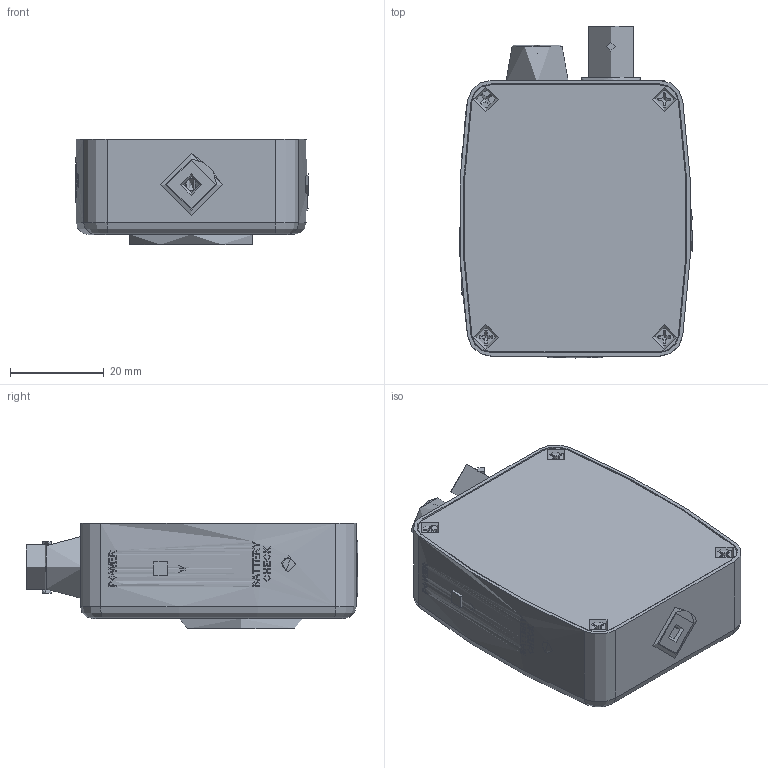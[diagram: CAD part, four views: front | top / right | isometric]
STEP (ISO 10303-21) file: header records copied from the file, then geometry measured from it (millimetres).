
FILE_DESCRIPTION (( 'STEP AP214' ), '1' );
FILE_NAME ('TTN133878-E0W.STEP', '2018-02-07T17:44:29', ( 'admin' ), ( '' ), 'SwSTEP 2.0', 'SolidWorks 2016', '' );
FILE_SCHEMA (( 'AUTOMOTIVE_DESIGN' ));
Length unit declared in the file: inch
Products named in the file (1): TTN133878-E0W
Bounding box: 49.64 x 70.9 x 22.48 mm (x, y, z)
Topology: 107 solids, 107 shells, 2896 faces, 7438 edges, 4871 vertices
Faces by surface type: plane 1763, cylinder 488, bspline 485, cone 109, torus 48, sphere 3
Full cylindrical faces by diameter (mm): 0.2 x1, 0.254 x1, 0.45 x3, 0.5 x1, 0.75 x8, 0.762 x7, 0.813 x6, 0.94 x2, 1.016 x1, 1.02 x1, 1.27 x5, 1.3 x2, 1.5 x4, 1.595 x30, 1.6 x1, 1.778 x7, 1.93 x2, 2 x1, 2.184 x4, 2.438 x3, 2.489 x1, 3.099 x1, 3.454 x2, 3.5 x1, 3.81 x1, 4.242 x3, 4.75 x1, 5 x1, 5.004 x2, 6.1 x1
Entity records: 151555 total; most frequent: CARTESIAN_POINT 48221, ORIENTED_EDGE 14124, DIRECTION 11492, EDGE_CURVE 7062, VERTEX_POINT 4737, VECTOR 4676, LINE 4676, AXIS2_PLACEMENT_3D 3408
